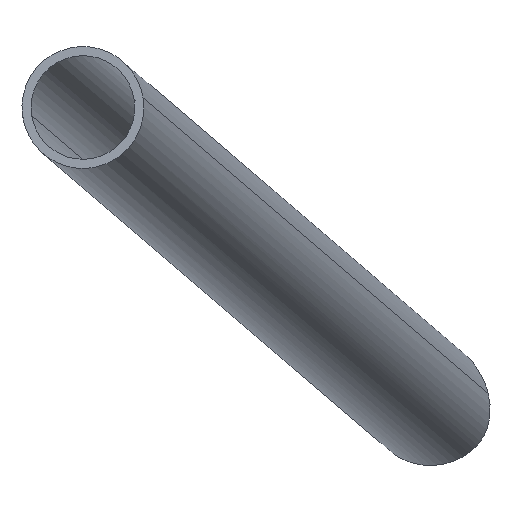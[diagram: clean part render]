
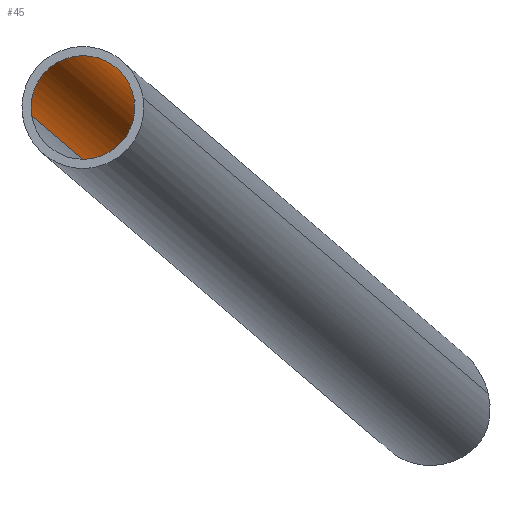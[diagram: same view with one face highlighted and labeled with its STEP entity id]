
A CAD part, left-side view. The second image highlights one B-rep face of the part: STEP entity #45.
In plain terms, the highlighted cylindrical face has radius 8.5 mm (diameter 17 mm), a partial arc.
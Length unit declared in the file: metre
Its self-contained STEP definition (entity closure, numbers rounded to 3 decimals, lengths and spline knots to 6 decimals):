
#45=ADVANCED_FACE('0:39',(#85),#86,.F.);
#85=FACE_OUTER_BOUND('',#118,.T.);
#86=CYLINDRICAL_SURFACE('',#119,0.0085);
#118=EDGE_LOOP('',(#187,#188,#189,#190,#191,#192));
#119=AXIS2_PLACEMENT_3D('',#193,#194,#195);
#187=ORIENTED_EDGE('',*,*,#208,.T.);
#188=ORIENTED_EDGE('',*,*,#236,.F.);
#189=ORIENTED_EDGE('',*,*,#237,.F.);
#190=ORIENTED_EDGE('',*,*,#212,.T.);
#191=ORIENTED_EDGE('',*,*,#220,.T.);
#192=ORIENTED_EDGE('',*,*,#234,.T.);
#193=CARTESIAN_POINT('',(-1.464475,-0.265784,-0.055342));
#194=DIRECTION('',(0.954,-0.228,-0.195));
#195=DIRECTION('',(-0.195,-0.965,0.173));
#208=EDGE_CURVE('',#241,#242,#243,.T.);
#212=EDGE_CURVE('',#250,#248,#251,.T.);
#220=EDGE_CURVE('',#248,#262,#264,.T.);
#234=EDGE_CURVE('',#262,#241,#283,.T.);
#236=EDGE_CURVE('0:846',#285,#242,#286,.F.);
#237=EDGE_CURVE('',#250,#285,#287,.F.);
#241=VERTEX_POINT('',#291);
#242=VERTEX_POINT('',#292);
#243=LINE('',#293,#294);
#248=VERTEX_POINT('',#329);
#250=VERTEX_POINT('',#343);
#251=LINE('',#344,#345);
#262=VERTEX_POINT('',#525);
#264=B_SPLINE_CURVE_WITH_KNOTS('',3,(#528,#529,#530,#531,#532,#533,#534,#535,#536,#537,#538,#539,#540,#541,#542,#543,#544,#545,#546,#547,#548,#549,#550,#551,#552,#553,#554,#555,#556,#557,#558),.UNSPECIFIED.,.F.,.F.,(4,3,3,3,3,3,3,3,3,3,4),(0.021453,0.023676,0.025251,0.026699,0.029498,0.031849,0.033019,0.03386,0.036342,0.038672,0.038824),.UNSPECIFIED.);
#283=B_SPLINE_CURVE_WITH_KNOTS('',3,(#741,#742,#743,#744,#745,#746,#747,#748,#749,#750,#751,#752,#753,#754,#755,#756,#757,#758,#759),.UNSPECIFIED.,.F.,.F.,(4,3,3,3,3,3,4),(0.038824,0.04043,0.042615,0.045205,0.046167,0.047017,0.048631),.UNSPECIFIED.);
#285=VERTEX_POINT('',#761);
#286=ELLIPSE('',#762,0.0086,0.0085);
#287=ELLIPSE('',#763,0.0086,0.0085);
#291=CARTESIAN_POINT('',(-1.420463,-0.284907,-0.063223));
#292=CARTESIAN_POINT('',(-1.65685,-0.228405,-0.01482));
#293=CARTESIAN_POINT('',(-1.466135,-0.27399,-0.053871));
#294=VECTOR('',#766,1.0);
#329=CARTESIAN_POINT('',(-1.415206,-0.268958,-0.066561));
#343=CARTESIAN_POINT('',(-1.65515,-0.211607,-0.017429));
#344=CARTESIAN_POINT('',(-1.462815,-0.257579,-0.056812));
#345=VECTOR('',#767,1.0);
#525=CARTESIAN_POINT('',(-1.420518,-0.278595,-0.056089));
#528=CARTESIAN_POINT('',(-1.415206,-0.268958,-0.066561));
#529=CARTESIAN_POINT('',(-1.414961,-0.268876,-0.065827));
#530=CARTESIAN_POINT('',(-1.414774,-0.268888,-0.065057));
#531=CARTESIAN_POINT('',(-1.414682,-0.268988,-0.064294));
#532=CARTESIAN_POINT('',(-1.414618,-0.269058,-0.063753));
#533=CARTESIAN_POINT('',(-1.414601,-0.269171,-0.063217));
#534=CARTESIAN_POINT('',(-1.414631,-0.269317,-0.062704));
#535=CARTESIAN_POINT('',(-1.414658,-0.269451,-0.062232));
#536=CARTESIAN_POINT('',(-1.414723,-0.269611,-0.061783));
#537=CARTESIAN_POINT('',(-1.414825,-0.2698,-0.06134));
#538=CARTESIAN_POINT('',(-1.415022,-0.270164,-0.060483));
#539=CARTESIAN_POINT('',(-1.41536,-0.270633,-0.059672));
#540=CARTESIAN_POINT('',(-1.415781,-0.271177,-0.058961));
#541=CARTESIAN_POINT('',(-1.416135,-0.271634,-0.058365));
#542=CARTESIAN_POINT('',(-1.416547,-0.272146,-0.057838));
#543=CARTESIAN_POINT('',(-1.416968,-0.27269,-0.057404));
#544=CARTESIAN_POINT('',(-1.417178,-0.27296,-0.057188));
#545=CARTESIAN_POINT('',(-1.41739,-0.273239,-0.056994));
#546=CARTESIAN_POINT('',(-1.417599,-0.273521,-0.056824));
#547=CARTESIAN_POINT('',(-1.41775,-0.273724,-0.056702));
#548=CARTESIAN_POINT('',(-1.417904,-0.273936,-0.056588));
#549=CARTESIAN_POINT('',(-1.41806,-0.274157,-0.056484));
#550=CARTESIAN_POINT('',(-1.41852,-0.274807,-0.056178));
#551=CARTESIAN_POINT('',(-1.418994,-0.275532,-0.055965));
#552=CARTESIAN_POINT('',(-1.419421,-0.276287,-0.055892));
#553=CARTESIAN_POINT('',(-1.419822,-0.276996,-0.055823));
#554=CARTESIAN_POINT('',(-1.420181,-0.277736,-0.055876));
#555=CARTESIAN_POINT('',(-1.420464,-0.278454,-0.056053));
#556=CARTESIAN_POINT('',(-1.420482,-0.278501,-0.056064));
#557=CARTESIAN_POINT('',(-1.4205,-0.278548,-0.056076));
#558=CARTESIAN_POINT('',(-1.420518,-0.278595,-0.056089));
#741=CARTESIAN_POINT('',(-1.420518,-0.278595,-0.056089));
#742=CARTESIAN_POINT('',(-1.420706,-0.279088,-0.056221));
#743=CARTESIAN_POINT('',(-1.420858,-0.279567,-0.056407));
#744=CARTESIAN_POINT('',(-1.420976,-0.28004,-0.056651));
#745=CARTESIAN_POINT('',(-1.421137,-0.280683,-0.056982));
#746=CARTESIAN_POINT('',(-1.421229,-0.281307,-0.057421));
#747=CARTESIAN_POINT('',(-1.421256,-0.281871,-0.057937));
#748=CARTESIAN_POINT('',(-1.421287,-0.28254,-0.058549));
#749=CARTESIAN_POINT('',(-1.421225,-0.283126,-0.059272));
#750=CARTESIAN_POINT('',(-1.421111,-0.283594,-0.060026));
#751=CARTESIAN_POINT('',(-1.421069,-0.283767,-0.060306));
#752=CARTESIAN_POINT('',(-1.42102,-0.283925,-0.06059));
#753=CARTESIAN_POINT('',(-1.420966,-0.284067,-0.060874));
#754=CARTESIAN_POINT('',(-1.420919,-0.284191,-0.061124));
#755=CARTESIAN_POINT('',(-1.420868,-0.284308,-0.061382));
#756=CARTESIAN_POINT('',(-1.420812,-0.284414,-0.061647));
#757=CARTESIAN_POINT('',(-1.420706,-0.284617,-0.062151));
#758=CARTESIAN_POINT('',(-1.420587,-0.284784,-0.062681));
#759=CARTESIAN_POINT('',(-1.420463,-0.284907,-0.063223));
#761=CARTESIAN_POINT('',(-1.654694,-0.213551,-0.010595));
#762=AXIS2_PLACEMENT_3D('',#790,#791,#792);
#763=AXIS2_PLACEMENT_3D('',#793,#794,#795);
#766=DIRECTION('',(-0.954,0.228,0.195));
#767=DIRECTION('',(0.954,-0.228,-0.195));
#790=CARTESIAN_POINT('',(-1.656,-0.220006,-0.016125));
#791=DIRECTION('',(-0.988,0.115,0.099));
#792=DIRECTION('',(-0.152,-0.751,-0.643));
#793=CARTESIAN_POINT('',(-1.656,-0.220006,-0.016125));
#794=DIRECTION('',(-0.988,0.115,0.099));
#795=DIRECTION('',(-0.152,-0.751,-0.643));
